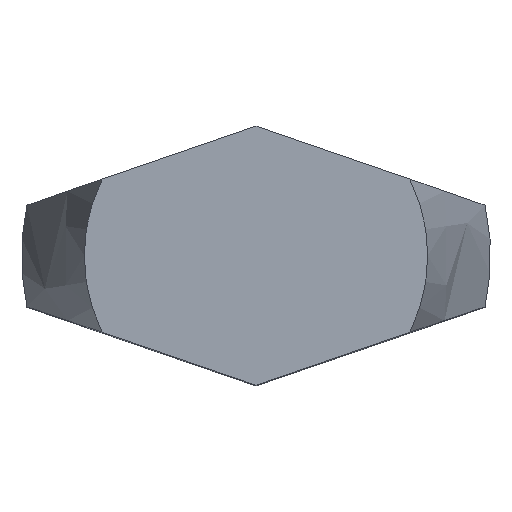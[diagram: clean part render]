
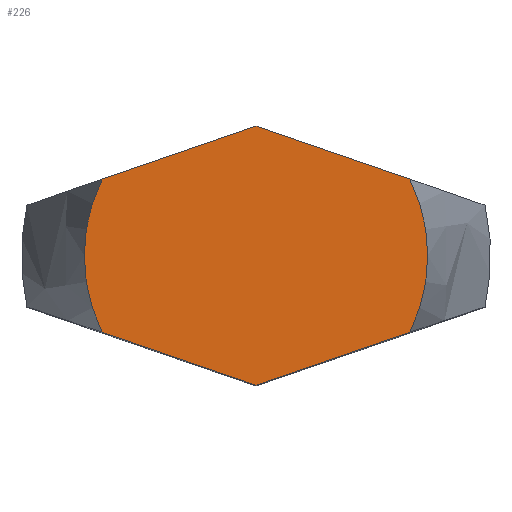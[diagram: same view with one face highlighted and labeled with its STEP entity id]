
A CAD part, top view. The second image highlights one B-rep face of the part: STEP entity #226.
In plain terms, the highlighted planar face has unit normal (0, 0, 1).
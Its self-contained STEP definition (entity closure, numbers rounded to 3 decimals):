
#98=EDGE_CURVE('',#198,#110,#259,.T.);
#110=VERTEX_POINT('',#273);
#124=EDGE_CURVE('',#156,#158,#288,.T.);
#156=VERTEX_POINT('',#324);
#158=VERTEX_POINT('',#326);
#174=EDGE_CURVE('',#110,#234,#344,.T.);
#198=VERTEX_POINT('',#371);
#200=EDGE_CURVE('',#234,#230,#373,.T.);
#202=EDGE_CURVE('',#230,#156,#375,.T.);
#218=EDGE_CURVE('',#158,#198,#391,.T.);
#226=ADVANCED_FACE('',(#400),#401,.T.);
#230=VERTEX_POINT('',#406);
#234=VERTEX_POINT('',#410);
#259=LINE('',#426,#427);
#273=CARTESIAN_POINT('',(0.0,3.311,10.));
#288=LINE('',#459,#460);
#324=CARTESIAN_POINT('',(0.0,-3.311,10.));
#326=CARTESIAN_POINT('',(3.93,-1.961,10.));
#344=LINE('',#563,#564);
#371=CARTESIAN_POINT('',(3.93,1.961,10.));
#373=CIRCLE('',#609,4.392);
#375=LINE('',#612,#613);
#391=CIRCLE('',#640,4.392);
#400=FACE_OUTER_BOUND('',#650,.T.);
#401=PLANE('',#651);
#406=CARTESIAN_POINT('',(-3.93,-1.961,10.));
#410=CARTESIAN_POINT('',(-3.93,1.961,10.));
#426=CARTESIAN_POINT('',(3.846,1.99,10.));
#427=VECTOR('',#677,1.0);
#459=CARTESIAN_POINT('',(0.171,-3.252,10.));
#460=VECTOR('',#713,1.0);
#563=CARTESIAN_POINT('',(-0.846,3.02,10.));
#564=VECTOR('',#776,1.0);
#609=AXIS2_PLACEMENT_3D('',#803,#804,#805);
#612=CARTESIAN_POINT('',(-3.171,-2.222,10.));
#613=VECTOR('',#806,1.0);
#640=AXIS2_PLACEMENT_3D('',#817,#818,#819);
#650=EDGE_LOOP('',(#830,#831,#832,#833,#834,#835));
#651=AXIS2_PLACEMENT_3D('',#836,#837,#838);
#677=DIRECTION('',(-0.946,0.325,0.0));
#713=DIRECTION('',(0.946,0.325,0.0));
#776=DIRECTION('',(-0.946,-0.325,0.0));
#803=CARTESIAN_POINT('',(0.,0.,10.));
#804=DIRECTION('',(0.0,0.0,1.0));
#805=DIRECTION('',(0.,-1.0,0.0));
#806=DIRECTION('',(0.946,-0.325,0.0));
#817=CARTESIAN_POINT('',(0.,0.,10.));
#818=DIRECTION('',(0.0,0.0,1.0));
#819=DIRECTION('',(0.,-1.0,0.0));
#830=ORIENTED_EDGE('',*,*,#202,.T.);
#831=ORIENTED_EDGE('',*,*,#124,.T.);
#832=ORIENTED_EDGE('',*,*,#218,.T.);
#833=ORIENTED_EDGE('',*,*,#98,.T.);
#834=ORIENTED_EDGE('',*,*,#174,.T.);
#835=ORIENTED_EDGE('',*,*,#200,.T.);
#836=CARTESIAN_POINT('',(0.,-2.196,10.));
#837=DIRECTION('',(0.0,0.0,1.0));
#838=DIRECTION('',(0.,-1.0,0.0));
